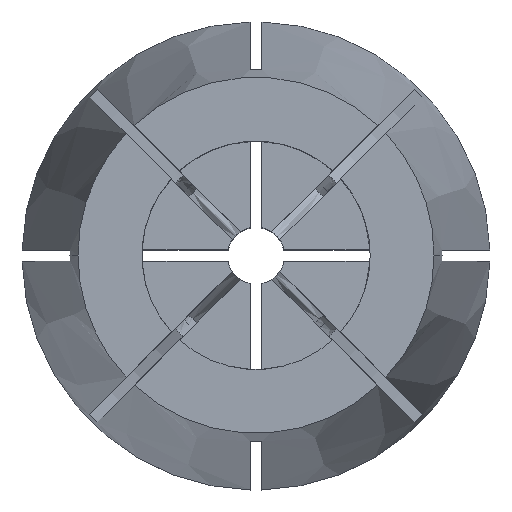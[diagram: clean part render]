
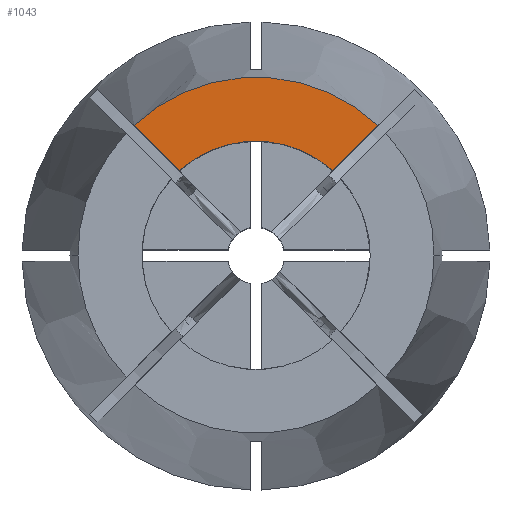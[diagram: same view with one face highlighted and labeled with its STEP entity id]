
A CAD part, top view. The second image highlights one B-rep face of the part: STEP entity #1043.
In plain terms, the highlighted planar face has unit normal (0, 0, 1).
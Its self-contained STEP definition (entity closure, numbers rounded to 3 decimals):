
#21 = EDGE_CURVE ( 'NONE', #84, #1028, #621, .T. ) ;
#35 = CARTESIAN_POINT ( 'NONE',  ( -0.354, 0.354, 0. ) ) ;
#84 = VERTEX_POINT ( 'NONE', #564 ) ;
#123 = VERTEX_POINT ( 'NONE', #271 ) ;
#188 = DIRECTION ( 'NONE',  ( 0., 0., 1. ) ) ;
#271 = CARTESIAN_POINT ( 'NONE',  ( 6.709, 7.416, 0. ) ) ;
#350 = LINE ( 'NONE', #35, #2720 ) ;
#393 = DIRECTION ( 'NONE',  ( 1., 0., 0. ) ) ;
#500 = DIRECTION ( 'NONE',  ( 0.707, 0.707, 0. ) ) ;
#564 = CARTESIAN_POINT ( 'NONE',  ( -10.668, 11.376, 0. ) ) ;
#568 = EDGE_CURVE ( 'NONE', #123, #3031, #350, .T. ) ;
#621 = LINE ( 'NONE', #1801, #3017 ) ;
#963 = CARTESIAN_POINT ( 'NONE',  ( 0., 0., 0. ) ) ;
#1028 = VERTEX_POINT ( 'NONE', #2718 ) ;
#1043 = ADVANCED_FACE ( 'NONE', ( #1182 ), #2182, .F. ) ;
#1067 = DIRECTION ( 'NONE',  ( 0., 0., 1. ) ) ;
#1182 = FACE_OUTER_BOUND ( 'NONE', #2052, .T. ) ;
#1218 = DIRECTION ( 'NONE',  ( 1., 0., 0. ) ) ;
#1348 = DIRECTION ( 'NONE',  ( 0., 0., -1. ) ) ;
#1399 = CARTESIAN_POINT ( 'NONE',  ( 10.668, 11.376, 0. ) ) ;
#1413 = DIRECTION ( 'NONE',  ( 0.707, -0.707, 0. ) ) ;
#1569 = ORIENTED_EDGE ( 'NONE', *, *, #568, .T. ) ;
#1676 = CARTESIAN_POINT ( 'NONE',  ( 0., 0., 0. ) ) ;
#1718 = ORIENTED_EDGE ( 'NONE', *, *, #2137, .F. ) ;
#1725 = CIRCLE ( 'NONE', #2604, 15.595 ) ;
#1801 = CARTESIAN_POINT ( 'NONE',  ( 0.354, 0.354, 0. ) ) ;
#1880 = DIRECTION ( 'NONE',  ( -1., 0., 0. ) ) ;
#1961 = CARTESIAN_POINT ( 'NONE',  ( 0., 0., 0. ) ) ;
#2052 = EDGE_LOOP ( 'NONE', ( #1718, #1569, #3180, #3236 ) ) ;
#2137 = EDGE_CURVE ( 'NONE', #123, #1028, #3421, .T. ) ;
#2182 = PLANE ( 'NONE',  #3119 ) ;
#2604 = AXIS2_PLACEMENT_3D ( 'NONE', #963, #1067, #1218 ) ;
#2690 = AXIS2_PLACEMENT_3D ( 'NONE', #1961, #188, #393 ) ;
#2718 = CARTESIAN_POINT ( 'NONE',  ( -6.709, 7.416, 0. ) ) ;
#2720 = VECTOR ( 'NONE', #500, 1000. ) ;
#3017 = VECTOR ( 'NONE', #1413, 1000. ) ;
#3031 = VERTEX_POINT ( 'NONE', #1399 ) ;
#3119 = AXIS2_PLACEMENT_3D ( 'NONE', #1676, #1348, #1880 ) ;
#3141 = EDGE_CURVE ( 'NONE', #3031, #84, #1725, .T. ) ;
#3180 = ORIENTED_EDGE ( 'NONE', *, *, #3141, .T. ) ;
#3236 = ORIENTED_EDGE ( 'NONE', *, *, #21, .T. ) ;
#3421 = CIRCLE ( 'NONE', #2690, 10. ) ;
